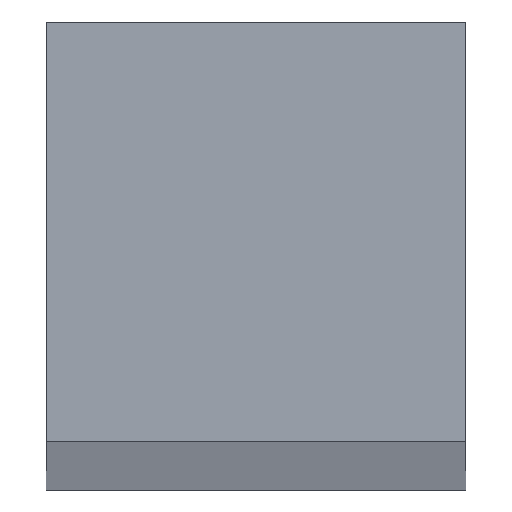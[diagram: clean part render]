
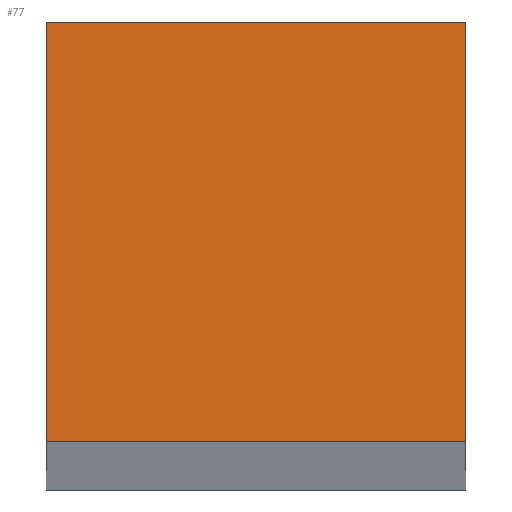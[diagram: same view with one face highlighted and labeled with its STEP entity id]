
A CAD part, top view. The second image highlights one B-rep face of the part: STEP entity #77.
In plain terms, the highlighted planar face has unit normal (0, 0, 1).
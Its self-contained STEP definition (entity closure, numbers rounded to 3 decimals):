
#10 = VECTOR ( 'NONE', #164, 1000. ) ;
#11 = FACE_OUTER_BOUND ( 'NONE', #126, .T. ) ;
#18 = VECTOR ( 'NONE', #168, 1000. ) ;
#19 = AXIS2_PLACEMENT_3D ( 'NONE', #186, #235, #237 ) ;
#47 = VECTOR ( 'NONE', #137, 1000. ) ;
#50 = VECTOR ( 'NONE', #156, 1000. ) ;
#55 = EDGE_CURVE ( 'NONE', #92, #94, #135, .T. ) ;
#67 = EDGE_CURVE ( 'NONE', #94, #97, #154, .T. ) ;
#77 = ADVANCED_FACE ( 'NONE', ( #11 ), #182, .T. ) ;
#79 = EDGE_CURVE ( 'NONE', #97, #95, #128, .T. ) ;
#82 = EDGE_CURVE ( 'NONE', #95, #92, #170, .T. ) ;
#92 = VERTEX_POINT ( 'NONE', #175 ) ;
#94 = VERTEX_POINT ( 'NONE', #184 ) ;
#95 = VERTEX_POINT ( 'NONE', #191 ) ;
#97 = VERTEX_POINT ( 'NONE', #180 ) ;
#104 = ORIENTED_EDGE ( 'NONE', *, *, #82, .T. ) ;
#112 = ORIENTED_EDGE ( 'NONE', *, *, #67, .T. ) ;
#117 = ORIENTED_EDGE ( 'NONE', *, *, #55, .T. ) ;
#120 = ORIENTED_EDGE ( 'NONE', *, *, #79, .T. ) ;
#126 = EDGE_LOOP ( 'NONE', ( #120, #104, #117, #112 ) ) ;
#128 = LINE ( 'NONE', #158, #18 ) ;
#135 = LINE ( 'NONE', #136, #47 ) ;
#136 = CARTESIAN_POINT ( 'NONE',  ( 7.5, 7.5, 500. ) ) ;
#137 = DIRECTION ( 'NONE',  ( 0., 1., 0. ) ) ;
#154 = LINE ( 'NONE', #155, #50 ) ;
#155 = CARTESIAN_POINT ( 'NONE',  ( -7.5, 7.5, 500. ) ) ;
#156 = DIRECTION ( 'NONE',  ( -1., 0., 0. ) ) ;
#158 = CARTESIAN_POINT ( 'NONE',  ( -7.5, 7.5, 500. ) ) ;
#163 = CARTESIAN_POINT ( 'NONE',  ( -7.5, -7.5, 500. ) ) ;
#164 = DIRECTION ( 'NONE',  ( 1., 0., 0. ) ) ;
#168 = DIRECTION ( 'NONE',  ( 0., -1., 0. ) ) ;
#170 = LINE ( 'NONE', #163, #10 ) ;
#175 = CARTESIAN_POINT ( 'NONE',  ( 7.5, -7.5, 500. ) ) ;
#180 = CARTESIAN_POINT ( 'NONE',  ( -7.5, 7.5, 500. ) ) ;
#182 = PLANE ( 'NONE',  #19 ) ;
#184 = CARTESIAN_POINT ( 'NONE',  ( 7.5, 7.5, 500. ) ) ;
#186 = CARTESIAN_POINT ( 'NONE',  ( 0., 0., 500. ) ) ;
#191 = CARTESIAN_POINT ( 'NONE',  ( -7.5, -7.5, 500. ) ) ;
#235 = DIRECTION ( 'NONE',  ( 0., 0., 1. ) ) ;
#237 = DIRECTION ( 'NONE',  ( 1., 0., 0. ) ) ;
